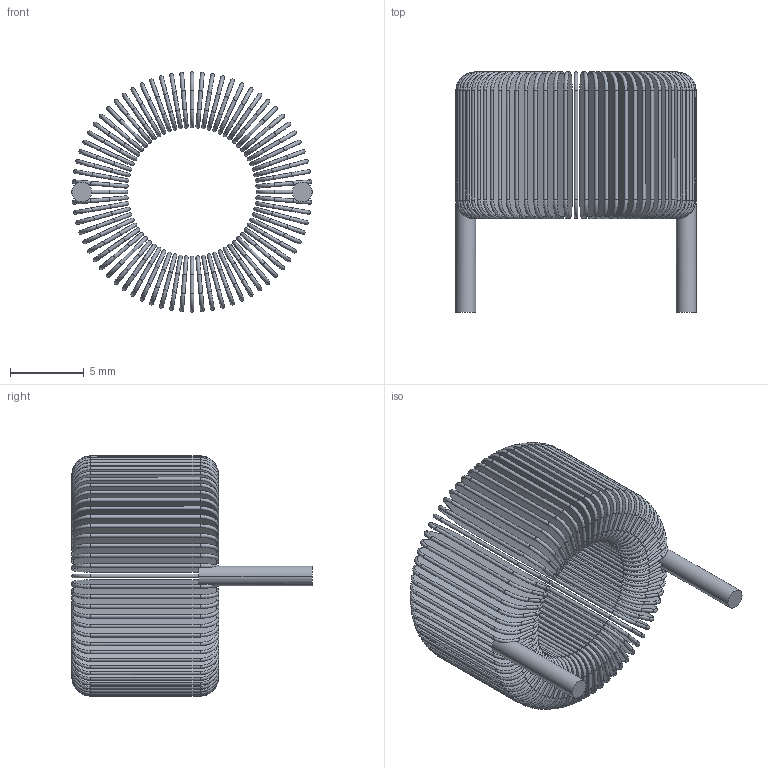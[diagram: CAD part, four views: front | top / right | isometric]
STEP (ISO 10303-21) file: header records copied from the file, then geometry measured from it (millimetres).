
FILE_DESCRIPTION((''),'2;1');
FILE_NAME('2000-2R0-H-RC','2012-08-10T',('ryans'),('Bourns, Inc.'),'PRO/ENGINEER BY PARAMETRIC TECHNOLOGY CORPORATION, 2010100','PRO/ENGINEER BY PARAMETRIC TECHNOLOGY CORPORATION, 2010100','');
FILE_SCHEMA(('CONFIG_CONTROL_DESIGN'));
Length unit declared in the file: inch
Products named in the file (1): 2000-2R0-H-RC
Bounding box: 16.33 x 16.33 x 16.33 mm (x, y, z)
Volume: 678.4 mm3; surface area: 5595.8 mm2
Topology: 68 solids, 68 shells, 728 faces, 1772 edges, 1180 vertices
Faces by surface type: cylinder 292, torus 286, plane 150
Entity records: 22050 total; most frequent: DIRECTION 4384, CARTESIAN_POINT 3812, ORIENTED_EDGE 3544, AXIS2_PLACEMENT_3D 1892, EDGE_CURVE 1772, VERTEX_POINT 1180, CIRCLE 1164, EDGE_LOOP 728
